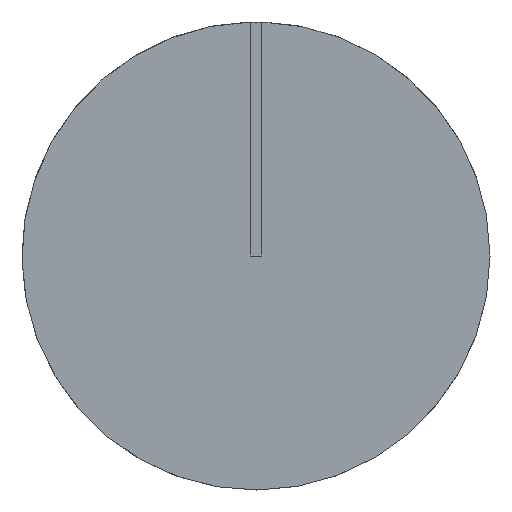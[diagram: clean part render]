
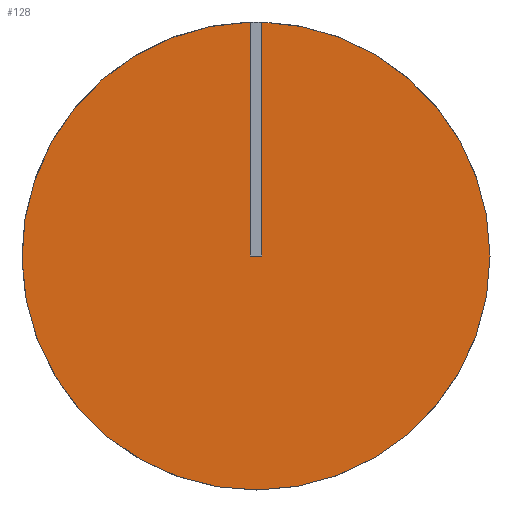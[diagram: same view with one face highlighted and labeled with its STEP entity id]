
A CAD part, front view. The second image highlights one B-rep face of the part: STEP entity #128.
In plain terms, the highlighted planar face has unit normal (0, -1, 0).
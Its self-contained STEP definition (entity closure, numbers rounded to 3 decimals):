
#19=CIRCLE('',#157,2.);
#20=CIRCLE('',#158,2.);
#27=FACE_OUTER_BOUND('',#34,.T.);
#34=EDGE_LOOP('',(#111,#112,#113,#114,#115));
#36=LINE('',#204,#47);
#42=LINE('',#216,#53);
#44=LINE('',#221,#55);
#47=VECTOR('',#166,10.);
#53=VECTOR('',#174,10.);
#55=VECTOR('',#182,10.);
#57=VERTEX_POINT('',#200);
#59=VERTEX_POINT('',#203);
#62=VERTEX_POINT('',#210);
#64=VERTEX_POINT('',#214);
#67=VERTEX_POINT('',#227);
#69=EDGE_CURVE('',#59,#57,#36,.T.);
#75=EDGE_CURVE('',#62,#64,#42,.T.);
#78=EDGE_CURVE('',#64,#59,#44,.T.);
#82=EDGE_CURVE('',#67,#57,#19,.T.);
#83=EDGE_CURVE('',#62,#67,#20,.T.);
#111=ORIENTED_EDGE('',*,*,#69,.T.);
#112=ORIENTED_EDGE('',*,*,#82,.F.);
#113=ORIENTED_EDGE('',*,*,#83,.F.);
#114=ORIENTED_EDGE('',*,*,#75,.T.);
#115=ORIENTED_EDGE('',*,*,#78,.T.);
#121=PLANE('',#160);
#128=ADVANCED_FACE('',(#27),#121,.F.);
#157=AXIS2_PLACEMENT_3D('',#229,#190,#191);
#158=AXIS2_PLACEMENT_3D('',#230,#192,#193);
#160=AXIS2_PLACEMENT_3D('',#232,#196,#197);
#166=DIRECTION('',(0.,0.,1.));
#174=DIRECTION('',(0.,0.,-1.));
#182=DIRECTION('',(-1.,0.,0.));
#190=DIRECTION('center_axis',(0.,1.,0.));
#191=DIRECTION('ref_axis',(-1.,0.,0.));
#192=DIRECTION('center_axis',(0.,1.,0.));
#193=DIRECTION('ref_axis',(-1.,0.,0.));
#196=DIRECTION('center_axis',(0.,1.,0.));
#197=DIRECTION('ref_axis',(0.,0.,1.));
#200=CARTESIAN_POINT('',(-0.05,0.,1.999));
#203=CARTESIAN_POINT('',(-0.05,0.,0.));
#204=CARTESIAN_POINT('',(-0.05,0.,0.));
#210=CARTESIAN_POINT('',(0.05,0.,1.999));
#214=CARTESIAN_POINT('',(0.05,0.,0.));
#216=CARTESIAN_POINT('',(0.05,0.,1.));
#221=CARTESIAN_POINT('',(0.025,0.,0.));
#227=CARTESIAN_POINT('',(2.,0.,0.));
#229=CARTESIAN_POINT('Origin',(0.,0.,0.));
#230=CARTESIAN_POINT('Origin',(0.,0.,0.));
#232=CARTESIAN_POINT('Origin',(0.,0.,0.));
